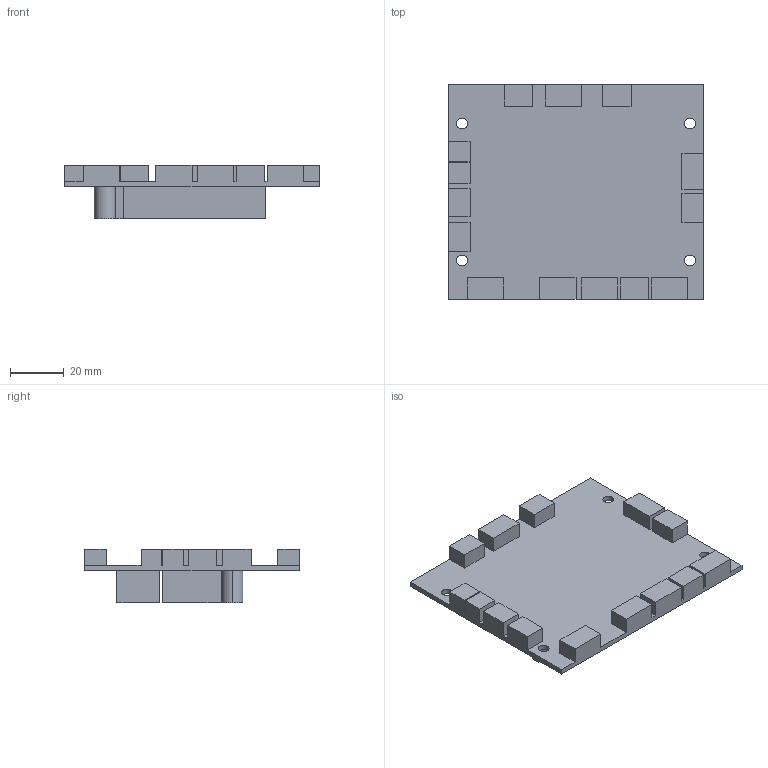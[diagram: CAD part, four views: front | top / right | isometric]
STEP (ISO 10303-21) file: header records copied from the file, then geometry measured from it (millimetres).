
FILE_DESCRIPTION (( 'STEP AP203' ), '1' );
FILE_NAME ('孺桯啣.STEP', '2021-10-29T03:29:01', ( 'PS' ), ( '' ), 'SwSTEP 2.0', 'SolidWorks 2018', '' );
FILE_SCHEMA (( 'CONFIG_CONTROL_DESIGN' ));
Length unit declared in the file: millimetre
Products named in the file (1): 孺桯啣
Bounding box: 95 x 80 x 20 mm (x, y, z)
Volume: 42978.7 mm3; surface area: 22291.6 mm2
Topology: 1 solids, 1 shells, 83 faces, 234 edges, 156 vertices
Faces by surface type: plane 73, cylinder 10
Entity records: 2741 total; most frequent: CARTESIAN_POINT 474, ORIENTED_EDGE 468, DIRECTION 422, EDGE_CURVE 234, VECTOR 214, LINE 214, VERTEX_POINT 156, AXIS2_PLACEMENT_3D 104
